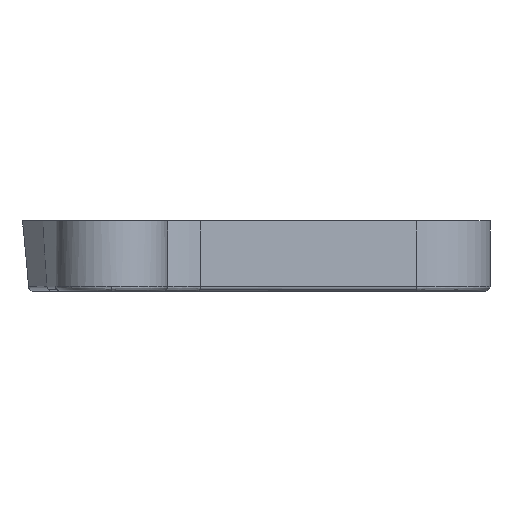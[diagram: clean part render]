
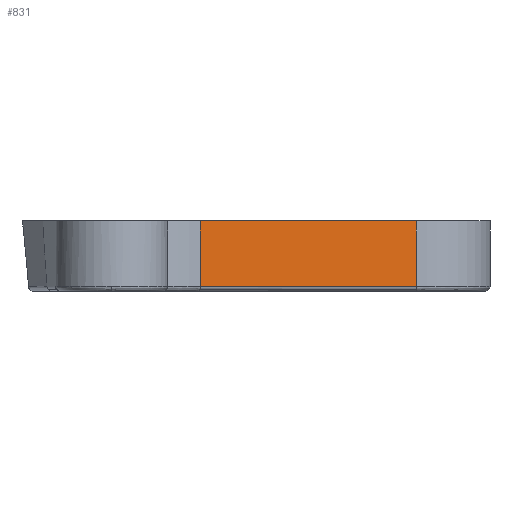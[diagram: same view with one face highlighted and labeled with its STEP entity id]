
A CAD part, left-side view. The second image highlights one B-rep face of the part: STEP entity #831.
In plain terms, the highlighted planar face has unit normal (-0.992, -0.125, 0).
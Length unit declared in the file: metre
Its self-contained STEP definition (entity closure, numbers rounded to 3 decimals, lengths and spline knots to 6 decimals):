
#212=CARTESIAN_POINT('',(0.26871,-0.119715,0.005));
#213=VERTEX_POINT('',#212);
#228=CARTESIAN_POINT('',(0.291904,-0.304326,0.005));
#229=VERTEX_POINT('',#228);
#230=CARTESIAN_POINT('0:3703',(0.291904,-0.304326,0.005));
#231=DIRECTION('0:3703',(-0.125,0.992,0.0));
#232=VECTOR('0:3703',#231,0.186062);
#233=LINE('0:3703',#230,#232);
#234=EDGE_CURVE('0:3703',#229,#213,#233,.T.);
#463=CARTESIAN_POINT('',(0.26871,-0.119715,-0.050874));
#464=VERTEX_POINT('',#463);
#479=CARTESIAN_POINT('3:17970',(0.26871,-0.119715,-0.050874));
#480=DIRECTION('3:17970',(0.0,0.0,1.0));
#481=VECTOR('3:17970',#480,0.055874);
#482=LINE('3:17970',#479,#481);
#483=EDGE_CURVE('3:17970',#464,#213,#482,.T.);
#808=CARTESIAN_POINT('',(0.280307,-0.21202,-0.022937));
#809=DIRECTION('',(-0.992,-0.125,0.0));
#810=DIRECTION('',(0.125,-0.992,0.0));
#811=AXIS2_PLACEMENT_3D('',#808,#809,#810);
#812=PLANE('',#811);
#813=CARTESIAN_POINT('',(0.291904,-0.304326,-0.050874));
#814=VERTEX_POINT('',#813);
#815=CARTESIAN_POINT('7:2148',(0.291904,-0.304326,-0.050874));
#816=DIRECTION('7:2148',(-0.125,0.992,0.0));
#817=VECTOR('7:2148',#816,0.186062);
#818=LINE('7:2148',#815,#817);
#819=EDGE_CURVE('7:2148',#814,#464,#818,.T.);
#820=ORIENTED_EDGE('7:2148',*,*,#819,.F.);
#821=CARTESIAN_POINT('0:3697',(0.291904,-0.304326,-0.050874));
#822=DIRECTION('0:3697',(0.0,0.0,1.0));
#823=VECTOR('0:3697',#822,0.055874);
#824=LINE('0:3697',#821,#823);
#825=EDGE_CURVE('0:3697',#814,#229,#824,.T.);
#826=ORIENTED_EDGE('0:3697',*,*,#825,.T.);
#827=ORIENTED_EDGE('0:3703',*,*,#234,.T.);
#828=ORIENTED_EDGE('3:17970',*,*,#483,.F.);
#829=EDGE_LOOP('',(#820,#826,#827,#828));
#830=FACE_OUTER_BOUND('',#829,.T.);
#831=ADVANCED_FACE('0:3643',(#830),#812,.T.);
